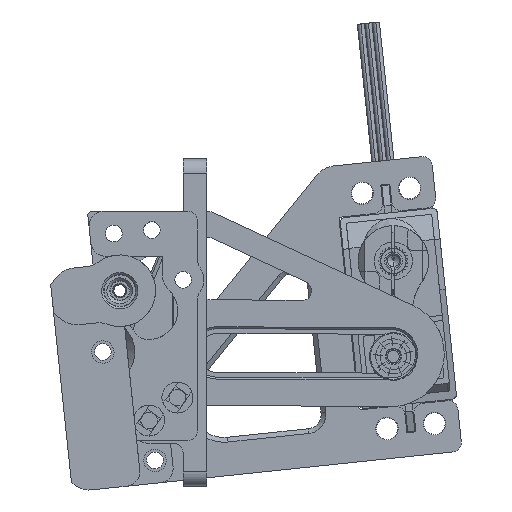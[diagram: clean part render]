
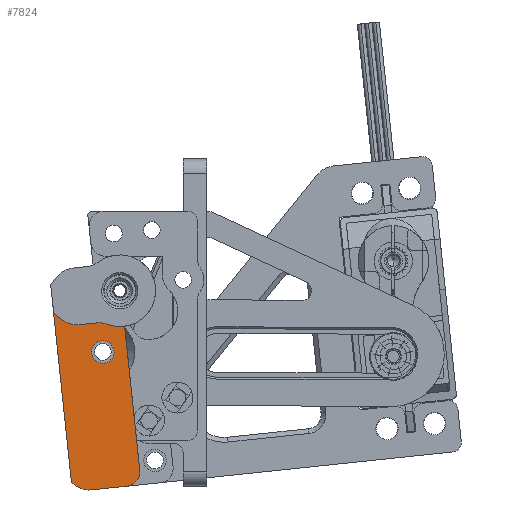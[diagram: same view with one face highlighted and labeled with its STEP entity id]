
A CAD part, left-side view. The second image highlights one B-rep face of the part: STEP entity #7824.
In plain terms, the highlighted planar face has unit normal (-1, 0, 0).
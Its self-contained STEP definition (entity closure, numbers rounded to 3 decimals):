
#1832=LINE('',#45158,#3520);
#1841=LINE('',#45183,#3529);
#1880=LINE('',#45399,#3568);
#1881=LINE('',#45401,#3569);
#1882=LINE('',#45405,#3570);
#1883=LINE('',#45409,#3571);
#3520=VECTOR('',#33720,1.);
#3529=VECTOR('',#33747,1.);
#3568=VECTOR('',#33912,1.);
#3569=VECTOR('',#33913,1.);
#3570=VECTOR('',#33916,1.);
#3571=VECTOR('',#33919,1.);
#4814=CIRCLE('',#27443,5.);
#4816=CIRCLE('',#27447,5.);
#4817=CIRCLE('',#27449,2.35);
#4822=CIRCLE('',#27464,7.5);
#4850=CIRCLE('',#27517,5.);
#4851=CIRCLE('',#27518,3.);
#5789=FACE_BOUND('',#11329,.T.);
#5790=FACE_BOUND('',#11330,.T.);
#7824=ADVANCED_FACE('',(#5789,#5790),#8510,.F.);
#8510=PLANE('',#27519);
#11329=EDGE_LOOP('',(#17967));
#11330=EDGE_LOOP('',(#17968,#17969,#17970,#17971,#17972,#17973,#17974,#17975,
#17976,#17977,#17978));
#17967=ORIENTED_EDGE('',*,*,#24218,.F.);
#17968=ORIENTED_EDGE('',*,*,#24308,.F.);
#17969=ORIENTED_EDGE('',*,*,#24309,.T.);
#17970=ORIENTED_EDGE('',*,*,#24310,.T.);
#17971=ORIENTED_EDGE('',*,*,#24311,.T.);
#17972=ORIENTED_EDGE('',*,*,#24312,.F.);
#17973=ORIENTED_EDGE('',*,*,#24313,.F.);
#17974=ORIENTED_EDGE('',*,*,#24240,.F.);
#17975=ORIENTED_EDGE('',*,*,#24216,.T.);
#17976=ORIENTED_EDGE('',*,*,#24213,.F.);
#17977=ORIENTED_EDGE('',*,*,#24210,.T.);
#17978=ORIENTED_EDGE('',*,*,#24226,.T.);
#20771=VERTEX_POINT('',#45151);
#20772=VERTEX_POINT('',#45153);
#20774=VERTEX_POINT('',#45159);
#20776=VERTEX_POINT('',#45165);
#20777=VERTEX_POINT('',#45169);
#20781=VERTEX_POINT('',#45184);
#20788=VERTEX_POINT('',#45212);
#20832=VERTEX_POINT('',#45400);
#20833=VERTEX_POINT('',#45402);
#20834=VERTEX_POINT('',#45404);
#20835=VERTEX_POINT('',#45406);
#20836=VERTEX_POINT('',#45408);
#24210=EDGE_CURVE('',#20772,#20771,#4814,.T.);
#24213=EDGE_CURVE('',#20772,#20774,#1832,.T.);
#24216=EDGE_CURVE('',#20776,#20774,#4816,.T.);
#24218=EDGE_CURVE('',#20777,#20777,#4817,.T.);
#24226=EDGE_CURVE('',#20771,#20781,#1841,.T.);
#24240=EDGE_CURVE('',#20776,#20788,#4822,.T.);
#24308=EDGE_CURVE('',#20832,#20781,#1880,.T.);
#24309=EDGE_CURVE('',#20832,#20833,#1881,.T.);
#24310=EDGE_CURVE('',#20833,#20834,#4850,.T.);
#24311=EDGE_CURVE('',#20834,#20835,#1882,.T.);
#24312=EDGE_CURVE('',#20836,#20835,#4851,.T.);
#24313=EDGE_CURVE('',#20788,#20836,#1883,.T.);
#27443=AXIS2_PLACEMENT_3D('',#45152,#33714,#33715);
#27447=AXIS2_PLACEMENT_3D('',#45164,#33726,#33727);
#27449=AXIS2_PLACEMENT_3D('',#45168,#33731,#33732);
#27464=AXIS2_PLACEMENT_3D('',#45211,#33778,#33779);
#27517=AXIS2_PLACEMENT_3D('',#45403,#33914,#33915);
#27518=AXIS2_PLACEMENT_3D('',#45407,#33917,#33918);
#27519=AXIS2_PLACEMENT_3D('',#45410,#33920,#33921);
#33714=DIRECTION('',(1.,0.,0.));
#33715=DIRECTION('',(0.,0.105,0.995));
#33720=DIRECTION('',(0.,-0.995,0.105));
#33726=DIRECTION('',(-1.,0.,0.));
#33727=DIRECTION('',(0.,0.105,0.995));
#33731=DIRECTION('',(-1.,0.,0.));
#33732=DIRECTION('',(0.,-0.105,-0.995));
#33747=DIRECTION('',(0.,0.777,0.629));
#33778=DIRECTION('',(-1.,0.,0.));
#33779=DIRECTION('',(0.,0.105,0.995));
#33912=DIRECTION('',(0.,0.105,0.995));
#33913=DIRECTION('',(0.,-0.777,-0.629));
#33914=DIRECTION('',(-1.,0.,0.));
#33915=DIRECTION('',(0.,0.105,0.995));
#33916=DIRECTION('',(0.,-0.995,0.105));
#33917=DIRECTION('',(1.,0.,0.));
#33918=DIRECTION('',(0.,0.105,0.995));
#33919=DIRECTION('',(0.,-0.105,-0.995));
#33920=DIRECTION('',(1.,0.,0.));
#33921=DIRECTION('',(0.,-0.105,-0.995));
#45151=CARTESIAN_POINT('',(-58.584,84.304,218.246));
#45152=CARTESIAN_POINT('',(-58.584,81.157,222.132));
#45153=CARTESIAN_POINT('',(-58.584,80.634,217.16));
#45158=CARTESIAN_POINT('',(-58.584,31.562,222.317));
#45159=CARTESIAN_POINT('',(-58.584,77.009,217.541));
#45164=CARTESIAN_POINT('',(-58.584,76.487,212.568));
#45165=CARTESIAN_POINT('',(-58.584,74.744,217.254));
#45168=CARTESIAN_POINT('',(-58.584,75.682,211.453));
#45169=CARTESIAN_POINT('',(-58.584,75.436,209.116));
#45183=CARTESIAN_POINT('',(-58.584,52.464,192.463));
#45184=CARTESIAN_POINT('',(-58.584,85.991,219.613));
#45211=CARTESIAN_POINT('',(-58.584,72.129,224.284));
#45212=CARTESIAN_POINT('',(-58.584,71.121,216.852));
#45399=CARTESIAN_POINT('',(-58.584,85.992,219.62));
#45400=CARTESIAN_POINT('',(-58.584,82.26,184.112));
#45401=CARTESIAN_POINT('',(-58.584,82.26,184.112));
#45402=CARTESIAN_POINT('',(-58.584,81.671,183.635));
#45403=CARTESIAN_POINT('',(-58.584,78.525,187.521));
#45404=CARTESIAN_POINT('',(-58.584,78.002,182.548));
#45405=CARTESIAN_POINT('',(-58.584,19.662,188.68));
#45406=CARTESIAN_POINT('',(-58.584,70.614,183.325));
#45407=CARTESIAN_POINT('',(-58.584,70.927,186.308));
#45408=CARTESIAN_POINT('',(-58.584,67.944,186.622));
#45409=CARTESIAN_POINT('',(-58.584,71.571,221.136));
#45410=CARTESIAN_POINT('',(-58.584,31.186,218.74));
